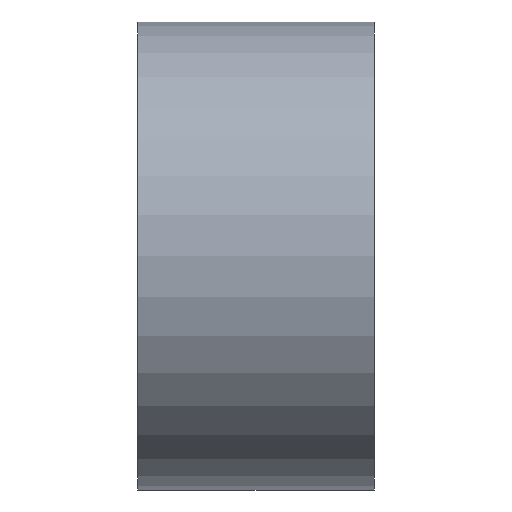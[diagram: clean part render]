
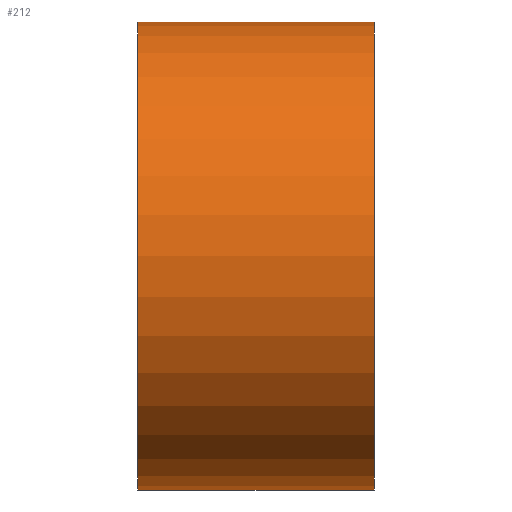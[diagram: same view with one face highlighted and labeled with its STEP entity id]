
A CAD part, left-side view. The second image highlights one B-rep face of the part: STEP entity #212.
In plain terms, the highlighted cylindrical face has radius 13.825 mm (diameter 27.65 mm), a partial arc.
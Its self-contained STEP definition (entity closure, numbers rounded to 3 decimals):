
#12 = CARTESIAN_POINT ( 'NONE',  ( 0., 14., -13.825 ) ) ;
#19 = CARTESIAN_POINT ( 'NONE',  ( 0., 0., 0. ) ) ;
#20 = CARTESIAN_POINT ( 'NONE',  ( 0., 0., 0. ) ) ;
#26 = FACE_OUTER_BOUND ( 'NONE', #110, .T. ) ;
#31 = CARTESIAN_POINT ( 'NONE',  ( 0., 14., 13.825 ) ) ;
#41 = ORIENTED_EDGE ( 'NONE', *, *, #145, .F. ) ;
#45 = CYLINDRICAL_SURFACE ( 'NONE', #164, 13.825 ) ;
#46 = DIRECTION ( 'NONE',  ( 0., -1., 0. ) ) ;
#48 = VECTOR ( 'NONE', #46, 1000. ) ;
#49 = EDGE_CURVE ( 'NONE', #192, #80, #124, .T. ) ;
#73 = CARTESIAN_POINT ( 'NONE',  ( 0., 0., -13.825 ) ) ;
#74 = VECTOR ( 'NONE', #137, 1000. ) ;
#80 = VERTEX_POINT ( 'NONE', #12 ) ;
#86 = VERTEX_POINT ( 'NONE', #73 ) ;
#96 = LINE ( 'NONE', #108, #48 ) ;
#104 = DIRECTION ( 'NONE',  ( 0., -1., 0. ) ) ;
#108 = CARTESIAN_POINT ( 'NONE',  ( 0., 0., 13.825 ) ) ;
#110 = EDGE_LOOP ( 'NONE', ( #41, #135, #162, #177 ) ) ;
#114 = CIRCLE ( 'NONE', #154, 13.825 ) ;
#117 = DIRECTION ( 'NONE',  ( 0., 0., -1. ) ) ;
#124 = CIRCLE ( 'NONE', #210, 13.825 ) ;
#126 = DIRECTION ( 'NONE',  ( 0., -1., 0. ) ) ;
#133 = CARTESIAN_POINT ( 'NONE',  ( 0., 14., 0. ) ) ;
#135 = ORIENTED_EDGE ( 'NONE', *, *, #49, .T. ) ;
#136 = EDGE_CURVE ( 'NONE', #167, #86, #114, .T. ) ;
#137 = DIRECTION ( 'NONE',  ( 0., -1., 0. ) ) ;
#139 = DIRECTION ( 'NONE',  ( 0., 0., -1. ) ) ;
#141 = CARTESIAN_POINT ( 'NONE',  ( 0., 0., 13.825 ) ) ;
#145 = EDGE_CURVE ( 'NONE', #192, #167, #96, .T. ) ;
#153 = LINE ( 'NONE', #190, #74 ) ;
#154 = AXIS2_PLACEMENT_3D ( 'NONE', #20, #104, #199 ) ;
#158 = EDGE_CURVE ( 'NONE', #80, #86, #153, .T. ) ;
#162 = ORIENTED_EDGE ( 'NONE', *, *, #158, .T. ) ;
#164 = AXIS2_PLACEMENT_3D ( 'NONE', #19, #126, #139 ) ;
#167 = VERTEX_POINT ( 'NONE', #141 ) ;
#177 = ORIENTED_EDGE ( 'NONE', *, *, #136, .F. ) ;
#185 = DIRECTION ( 'NONE',  ( 0., -1., 0. ) ) ;
#190 = CARTESIAN_POINT ( 'NONE',  ( 0., 0., -13.825 ) ) ;
#192 = VERTEX_POINT ( 'NONE', #31 ) ;
#199 = DIRECTION ( 'NONE',  ( 0., 0., -1. ) ) ;
#210 = AXIS2_PLACEMENT_3D ( 'NONE', #133, #185, #117 ) ;
#212 = ADVANCED_FACE ( 'NONE', ( #26 ), #45, .T. ) ;
